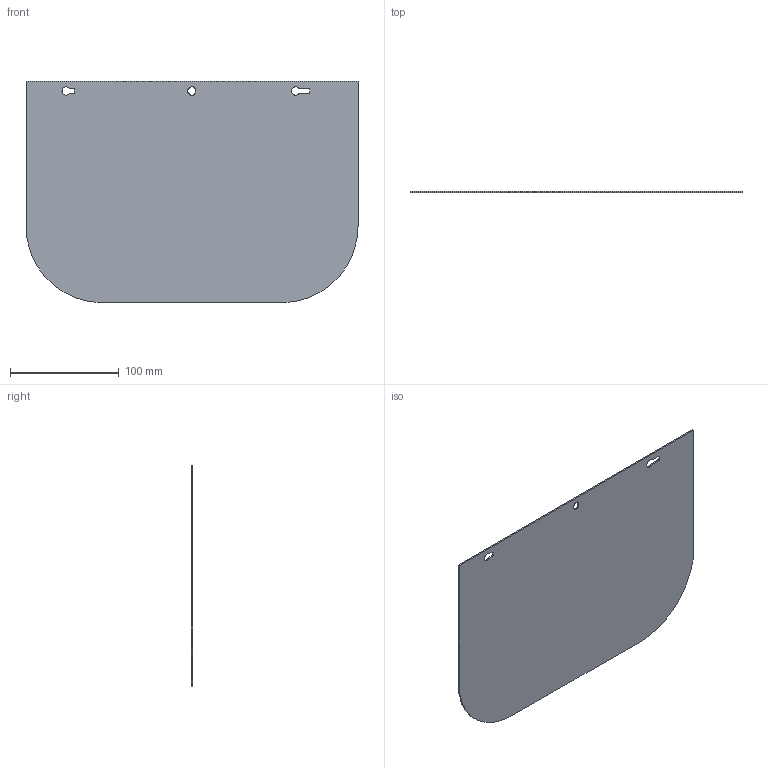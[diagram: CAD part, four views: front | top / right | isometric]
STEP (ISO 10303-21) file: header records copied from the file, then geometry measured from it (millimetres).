
FILE_DESCRIPTION( ( '' ), ' ' );
FILE_NAME( '5e790bd1b6a58a14c96b7eab.step', '2020-03-23T19:19:45', ( '' ), ( '' ), ' ', ' ', ' ' );
FILE_SCHEMA( ( 'AUTOMOTIVE_DESIGN { 1 0 10303 214 1 1 1 1 }' ) );
Length unit declared in the file: metre
Products named in the file (1): Part 1
Bounding box: 304.8 x 1.27 x 203.2 mm (x, y, z)
Volume: 75746 mm3; surface area: 120622.1 mm2
Topology: 1 solids, 1 shells, 24 faces, 66 edges, 44 vertices
Faces by surface type: plane 13, cylinder 11
Entity records: 992 total; most frequent: DIRECTION 138, CARTESIAN_POINT 135, ORIENTED_EDGE 132, EDGE_CURVE 66, AXIS2_PLACEMENT_3D 47, VERTEX_POINT 44, LINE 44, VECTOR 44
